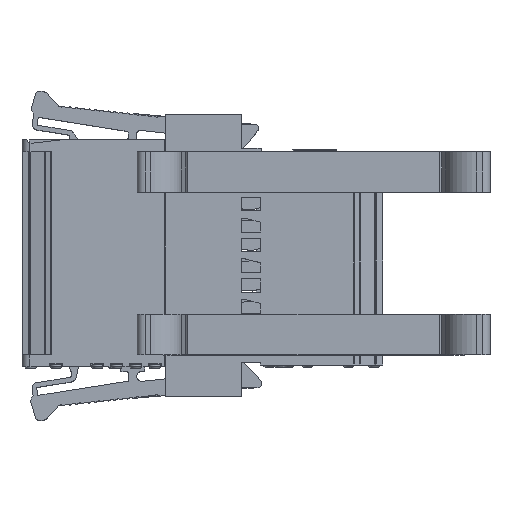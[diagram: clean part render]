
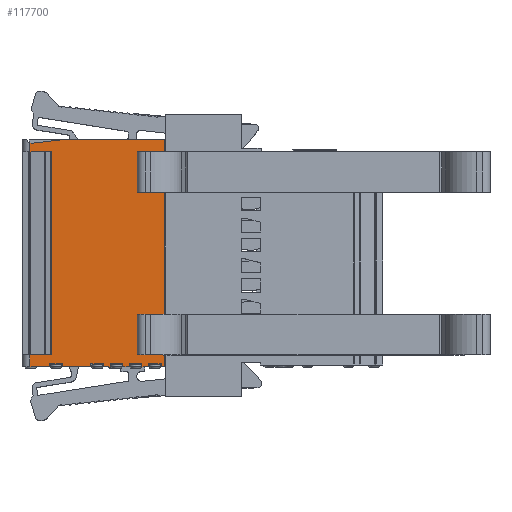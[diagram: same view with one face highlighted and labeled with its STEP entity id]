
A CAD part, top view. The second image highlights one B-rep face of the part: STEP entity #117700.
In plain terms, the highlighted planar face has unit normal (0, 0, 1).
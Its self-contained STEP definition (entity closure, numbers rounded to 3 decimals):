
#28273=ORIENTED_EDGE('',*,*,#41860,.T.);
#28274=ORIENTED_EDGE('',*,*,#41395,.T.);
#28275=ORIENTED_EDGE('',*,*,#29986,.T.);
#28276=ORIENTED_EDGE('',*,*,#41192,.T.);
#28277=ORIENTED_EDGE('',*,*,#41409,.F.);
#28278=ORIENTED_EDGE('',*,*,#41861,.T.);
#28279=ORIENTED_EDGE('',*,*,#39049,.T.);
#28280=ORIENTED_EDGE('',*,*,#39009,.F.);
#28281=ORIENTED_EDGE('',*,*,#39022,.F.);
#28282=ORIENTED_EDGE('',*,*,#38917,.F.);
#28283=ORIENTED_EDGE('',*,*,#39091,.F.);
#28284=ORIENTED_EDGE('',*,*,#39089,.T.);
#28285=ORIENTED_EDGE('',*,*,#39020,.F.);
#28286=ORIENTED_EDGE('',*,*,#39005,.F.);
#28287=ORIENTED_EDGE('',*,*,#39075,.F.);
#28288=ORIENTED_EDGE('',*,*,#39073,.T.);
#28289=ORIENTED_EDGE('',*,*,#39018,.F.);
#28290=ORIENTED_EDGE('',*,*,#38998,.F.);
#28291=ORIENTED_EDGE('',*,*,#39079,.F.);
#28292=ORIENTED_EDGE('',*,*,#39077,.T.);
#28293=ORIENTED_EDGE('',*,*,#39016,.F.);
#28294=ORIENTED_EDGE('',*,*,#38991,.F.);
#28295=ORIENTED_EDGE('',*,*,#39083,.F.);
#28296=ORIENTED_EDGE('',*,*,#39081,.T.);
#28297=ORIENTED_EDGE('',*,*,#39014,.F.);
#28298=ORIENTED_EDGE('',*,*,#38984,.F.);
#28299=ORIENTED_EDGE('',*,*,#39087,.F.);
#28300=ORIENTED_EDGE('',*,*,#39085,.T.);
#28301=ORIENTED_EDGE('',*,*,#39012,.F.);
#29986=EDGE_CURVE('',#42476,#42475,#50800,.T.);
#38917=EDGE_CURVE('',#48506,#48505,#57443,.T.);
#38984=EDGE_CURVE('',#48556,#48555,#57504,.T.);
#38991=EDGE_CURVE('',#48562,#48561,#57509,.T.);
#38998=EDGE_CURVE('',#48568,#48567,#57514,.T.);
#39005=EDGE_CURVE('',#48574,#48573,#57519,.T.);
#39009=EDGE_CURVE('',#48578,#48575,#57521,.T.);
#39012=EDGE_CURVE('',#48579,#48580,#57524,.T.);
#39014=EDGE_CURVE('',#48555,#48581,#57526,.T.);
#39016=EDGE_CURVE('',#48561,#48582,#57528,.T.);
#39018=EDGE_CURVE('',#48567,#48583,#57530,.T.);
#39020=EDGE_CURVE('',#48573,#48584,#57532,.T.);
#39022=EDGE_CURVE('',#48505,#48578,#57534,.T.);
#39049=EDGE_CURVE('',#48609,#48575,#57552,.T.);
#39073=EDGE_CURVE('',#48630,#48583,#57566,.T.);
#39075=EDGE_CURVE('',#48630,#48574,#57568,.T.);
#39077=EDGE_CURVE('',#48632,#48582,#57569,.T.);
#39079=EDGE_CURVE('',#48632,#48568,#57571,.T.);
#39081=EDGE_CURVE('',#48634,#48581,#57572,.T.);
#39083=EDGE_CURVE('',#48634,#48562,#57574,.T.);
#39085=EDGE_CURVE('',#48636,#48580,#57575,.T.);
#39087=EDGE_CURVE('',#48636,#48556,#57577,.T.);
#39089=EDGE_CURVE('',#48638,#48584,#57578,.T.);
#39091=EDGE_CURVE('',#48638,#48506,#57580,.T.);
#41192=EDGE_CURVE('',#42475,#49889,#59263,.T.);
#41395=EDGE_CURVE('',#50012,#42476,#59438,.T.);
#41409=EDGE_CURVE('',#50022,#49889,#59447,.T.);
#41860=EDGE_CURVE('',#48579,#50012,#59762,.T.);
#41861=EDGE_CURVE('',#50022,#48609,#59763,.T.);
#42475=VERTEX_POINT('',#148768);
#42476=VERTEX_POINT('',#148770);
#48505=VERTEX_POINT('',#169219);
#48506=VERTEX_POINT('',#169221);
#48555=VERTEX_POINT('',#169356);
#48556=VERTEX_POINT('',#169358);
#48561=VERTEX_POINT('',#169371);
#48562=VERTEX_POINT('',#169373);
#48567=VERTEX_POINT('',#169386);
#48568=VERTEX_POINT('',#169388);
#48573=VERTEX_POINT('',#169401);
#48574=VERTEX_POINT('',#169403);
#48575=VERTEX_POINT('',#169407);
#48578=VERTEX_POINT('',#169412);
#48579=VERTEX_POINT('',#169417);
#48580=VERTEX_POINT('',#169419);
#48581=VERTEX_POINT('',#169422);
#48582=VERTEX_POINT('',#169425);
#48583=VERTEX_POINT('',#169428);
#48584=VERTEX_POINT('',#169431);
#48609=VERTEX_POINT('',#169487);
#48630=VERTEX_POINT('',#169534);
#48632=VERTEX_POINT('',#169542);
#48634=VERTEX_POINT('',#169550);
#48636=VERTEX_POINT('',#169558);
#48638=VERTEX_POINT('',#169566);
#49889=VERTEX_POINT('',#174493);
#50012=VERTEX_POINT('',#174903);
#50022=VERTEX_POINT('',#174934);
#50800=LINE('',#148769,#59931);
#57443=LINE('',#169222,#66574);
#57504=LINE('',#169359,#66635);
#57509=LINE('',#169374,#66640);
#57514=LINE('',#169389,#66645);
#57519=LINE('',#169404,#66650);
#57521=LINE('',#169413,#66652);
#57524=LINE('',#169418,#66655);
#57526=LINE('',#169421,#66657);
#57528=LINE('',#169424,#66659);
#57530=LINE('',#169427,#66661);
#57532=LINE('',#169430,#66663);
#57534=LINE('',#169433,#66665);
#57552=LINE('',#169486,#66683);
#57566=LINE('',#169533,#66697);
#57568=LINE('',#169537,#66699);
#57569=LINE('',#169541,#66700);
#57571=LINE('',#169545,#66702);
#57572=LINE('',#169549,#66703);
#57574=LINE('',#169553,#66705);
#57575=LINE('',#169557,#66706);
#57577=LINE('',#169561,#66708);
#57578=LINE('',#169565,#66709);
#57580=LINE('',#169569,#66711);
#59263=LINE('',#174494,#68394);
#59438=LINE('',#174902,#68569);
#59447=LINE('',#174935,#68578);
#59762=LINE('',#176121,#68893);
#59763=LINE('',#176122,#68894);
#59931=VECTOR('',#125511,1000.);
#66574=VECTOR('',#141344,1000.);
#66635=VECTOR('',#141457,1000.);
#66640=VECTOR('',#141470,1000.);
#66645=VECTOR('',#141483,1000.);
#66650=VECTOR('',#141496,1000.);
#66652=VECTOR('',#141504,1000.);
#66655=VECTOR('',#141509,1000.);
#66657=VECTOR('',#141511,1000.);
#66659=VECTOR('',#141513,1000.);
#66661=VECTOR('',#141515,1000.);
#66663=VECTOR('',#141517,1000.);
#66665=VECTOR('',#141519,1000.);
#66683=VECTOR('',#141559,1000.);
#66697=VECTOR('',#141597,1000.);
#66699=VECTOR('',#141601,1000.);
#66700=VECTOR('',#141606,1000.);
#66702=VECTOR('',#141610,1000.);
#66703=VECTOR('',#141615,1000.);
#66705=VECTOR('',#141619,1000.);
#66706=VECTOR('',#141624,1000.);
#66708=VECTOR('',#141628,1000.);
#66709=VECTOR('',#141633,1000.);
#66711=VECTOR('',#141637,1000.);
#68394=VECTOR('',#145368,1000.);
#68569=VECTOR('',#145755,1000.);
#68578=VECTOR('',#145782,1000.);
#68893=VECTOR('',#146523,1000.);
#68894=VECTOR('',#146524,1000.);
#73190=EDGE_LOOP('',(#28273,#28274,#28275,#28276,#28277,#28278,#28279,#28280,
#28281,#28282,#28283,#28284,#28285,#28286,#28287,#28288,#28289,#28290,#28291,
#28292,#28293,#28294,#28295,#28296,#28297,#28298,#28299,#28300,#28301));
#78277=FACE_BOUND('',#73190,.T.);
#81935=PLANE('',#124467);
#117700=ADVANCED_FACE('',(#78277),#81935,.T.);
#124467=AXIS2_PLACEMENT_3D('',#176120,#146521,#146522);
#125511=DIRECTION('',(-0.993,-0.114,0.));
#141344=DIRECTION('',(0.,-1.,0.));
#141457=DIRECTION('',(0.,-1.,0.));
#141470=DIRECTION('',(0.,-1.,0.));
#141483=DIRECTION('',(0.,-1.,0.));
#141496=DIRECTION('',(0.,-1.,0.));
#141504=DIRECTION('',(0.,1.,0.));
#141509=DIRECTION('',(-1.,0.,0.));
#141511=DIRECTION('',(-1.,0.,0.));
#141513=DIRECTION('',(-1.,0.,0.));
#141515=DIRECTION('',(-1.,0.,0.));
#141517=DIRECTION('',(-1.,0.,0.));
#141519=DIRECTION('',(-1.,0.,0.));
#141559=DIRECTION('',(-1.,0.,0.));
#141597=DIRECTION('',(0.,-1.,0.));
#141601=DIRECTION('',(-1.,0.,0.));
#141606=DIRECTION('',(0.,-1.,0.));
#141610=DIRECTION('',(-1.,0.,0.));
#141615=DIRECTION('',(0.,-1.,0.));
#141619=DIRECTION('',(-1.,0.,0.));
#141624=DIRECTION('',(0.,-1.,0.));
#141628=DIRECTION('',(-1.,0.,0.));
#141633=DIRECTION('',(0.,-1.,0.));
#141637=DIRECTION('',(-1.,0.,0.));
#145368=DIRECTION('',(0.,-1.,0.));
#145755=DIRECTION('',(-1.,0.,0.));
#145782=DIRECTION('',(-1.,0.,0.));
#146521=DIRECTION('',(0.,0.,1.));
#146522=DIRECTION('',(1.,0.,0.));
#146523=DIRECTION('',(0.,1.,0.));
#146524=DIRECTION('',(0.,-1.,0.));
#148768=CARTESIAN_POINT('',(-12.075,26.472,0.));
#148769=CARTESIAN_POINT('',(-7.825,26.96,0.));
#148770=CARTESIAN_POINT('',(-7.825,26.96,0.));
#169219=CARTESIAN_POINT('',(-9.616,-1.44,0.));
#169221=CARTESIAN_POINT('',(-9.616,-1.04,0.));
#169222=CARTESIAN_POINT('',(-9.616,-1.04,0.));
#169356=CARTESIAN_POINT('',(2.733,-1.44,0.));
#169358=CARTESIAN_POINT('',(2.733,-1.04,0.));
#169359=CARTESIAN_POINT('',(2.733,-1.04,0.));
#169371=CARTESIAN_POINT('',(0.333,-1.44,0.));
#169373=CARTESIAN_POINT('',(0.333,-1.04,0.));
#169374=CARTESIAN_POINT('',(0.333,-1.04,0.));
#169386=CARTESIAN_POINT('',(-2.067,-1.44,0.));
#169388=CARTESIAN_POINT('',(-2.067,-1.04,0.));
#169389=CARTESIAN_POINT('',(-2.067,-1.04,0.));
#169401=CARTESIAN_POINT('',(-4.467,-1.44,0.));
#169403=CARTESIAN_POINT('',(-4.467,-1.04,0.));
#169404=CARTESIAN_POINT('',(-4.467,-1.04,0.));
#169407=CARTESIAN_POINT('',(-12.075,0.06,0.));
#169412=CARTESIAN_POINT('',(-12.075,-1.44,0.));
#169413=CARTESIAN_POINT('',(-12.075,-1.44,0.));
#169417=CARTESIAN_POINT('',(4.775,-1.44,0.));
#169418=CARTESIAN_POINT('',(4.775,-1.44,0.));
#169419=CARTESIAN_POINT('',(4.325,-1.44,0.));
#169421=CARTESIAN_POINT('',(4.775,-1.44,0.));
#169422=CARTESIAN_POINT('',(1.925,-1.44,0.));
#169424=CARTESIAN_POINT('',(4.775,-1.44,0.));
#169425=CARTESIAN_POINT('',(-0.475,-1.44,0.));
#169427=CARTESIAN_POINT('',(4.775,-1.44,0.));
#169428=CARTESIAN_POINT('',(-2.875,-1.44,0.));
#169430=CARTESIAN_POINT('',(4.775,-1.44,0.));
#169431=CARTESIAN_POINT('',(-8.024,-1.44,0.));
#169433=CARTESIAN_POINT('',(4.775,-1.44,0.));
#169486=CARTESIAN_POINT('',(4.775,0.06,0.));
#169487=CARTESIAN_POINT('',(-9.39,0.06,0.));
#169533=CARTESIAN_POINT('',(-2.875,-1.04,0.));
#169534=CARTESIAN_POINT('',(-2.875,-1.04,0.));
#169537=CARTESIAN_POINT('',(-2.875,-1.04,0.));
#169541=CARTESIAN_POINT('',(-0.475,-1.04,0.));
#169542=CARTESIAN_POINT('',(-0.475,-1.04,0.));
#169545=CARTESIAN_POINT('',(-0.475,-1.04,0.));
#169549=CARTESIAN_POINT('',(1.925,-1.04,0.));
#169550=CARTESIAN_POINT('',(1.925,-1.04,0.));
#169553=CARTESIAN_POINT('',(1.925,-1.04,0.));
#169557=CARTESIAN_POINT('',(4.325,-1.04,0.));
#169558=CARTESIAN_POINT('',(4.325,-1.04,0.));
#169561=CARTESIAN_POINT('',(4.325,-1.04,0.));
#169565=CARTESIAN_POINT('',(-8.024,-1.04,0.));
#169566=CARTESIAN_POINT('',(-8.024,-1.04,0.));
#169569=CARTESIAN_POINT('',(-8.024,-1.04,0.));
#174493=CARTESIAN_POINT('',(-12.075,25.46,0.));
#174494=CARTESIAN_POINT('',(-12.075,26.96,0.));
#174902=CARTESIAN_POINT('',(4.775,26.96,0.));
#174903=CARTESIAN_POINT('',(4.775,26.96,0.));
#174934=CARTESIAN_POINT('',(-9.39,25.46,0.));
#174935=CARTESIAN_POINT('',(4.775,25.46,0.));
#176120=CARTESIAN_POINT('',(13.075,5.14,0.));
#176121=CARTESIAN_POINT('',(4.775,5.14,0.));
#176122=CARTESIAN_POINT('',(-9.39,5.14,0.));
